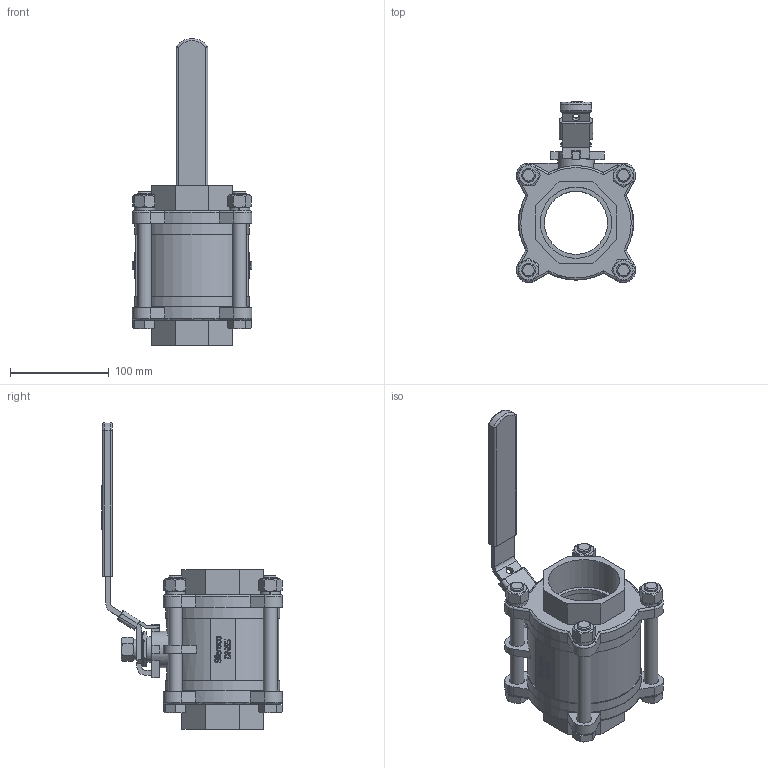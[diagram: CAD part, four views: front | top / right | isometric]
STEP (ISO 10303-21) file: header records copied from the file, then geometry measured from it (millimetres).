
FILE_DESCRIPTION(/* description */ ('790010'),/* implementation_level */ '2;1');
FILE_NAME(/* name */ '790010.stp',/* time_stamp */ '2019-10-01T14:04:55+02:00',/* author */ ('jmorand'),/* organization */ ('Sferaco'),/* preprocessor_version */ 'ST-DEVELOPER v18',/* originating_system */ 'Autodesk Inventor 2020',/* authorisation */ '');
FILE_SCHEMA (('AUTOMOTIVE_DESIGN { 1 0 10303 214 3 1 1 }'));
Length unit declared in the file: millimetre
Products named in the file (1): 790010C_ens_Shrinkwrap_1
Bounding box: 121.17 x 183.58 x 310.93 mm (x, y, z)
Volume: 1123214.3 mm3; surface area: 245413.3 mm2
Topology: 22 solids, 22 shells, 978 faces, 2541 edges, 1668 vertices
Faces by surface type: plane 473, bspline 309, cylinder 124, cone 50, torus 22
Full cylindrical faces by diameter (mm): 7.6 x1, 11.835 x5, 14 x4, 15 x10, 19.37 x4, 20 x2, 26 x2, 37 x1, 64 x3, 72.226 x2, 114 x1, 116 x4
Entity records: 33614 total; most frequent: CARTESIAN_POINT 10610, ORIENTED_EDGE 5082, DIRECTION 3559, EDGE_CURVE 2541, VERTEX_POINT 1668, LINE 1395, VECTOR 1395, AXIS2_PLACEMENT_3D 1082
